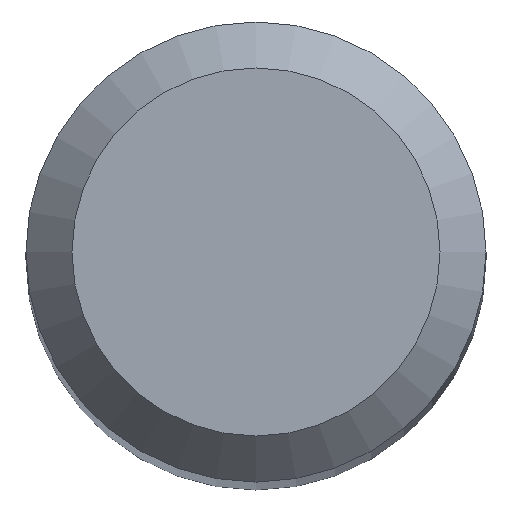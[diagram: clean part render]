
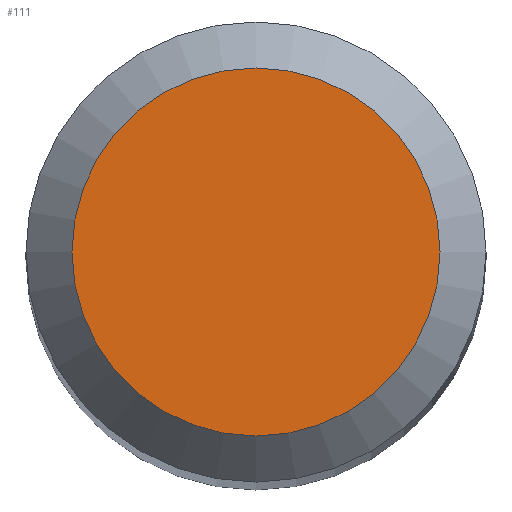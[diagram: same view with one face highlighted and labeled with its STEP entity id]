
A CAD part, top view. The second image highlights one B-rep face of the part: STEP entity #111.
In plain terms, the highlighted planar face has unit normal (0, 0, 1).
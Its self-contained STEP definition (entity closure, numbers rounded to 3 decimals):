
#35 = DIRECTION ( 'NONE',  ( 0., 0., -1. ) ) ;
#88 = EDGE_CURVE ( 'NONE', #101, #101, #116, .T. ) ;
#101 = VERTEX_POINT ( 'NONE', #138 ) ;
#102 = DIRECTION ( 'NONE',  ( 0., 1., 0. ) ) ;
#104 = DIRECTION ( 'NONE',  ( 0., 1., 0. ) ) ;
#111 = ADVANCED_FACE ( 'NONE', ( #183 ), #189, .F. ) ;
#116 = CIRCLE ( 'NONE', #121, 1.2 ) ;
#120 = DIRECTION ( 'NONE',  ( 0., 0., -1. ) ) ;
#121 = AXIS2_PLACEMENT_3D ( 'NONE', #169, #120, #102 ) ;
#138 = CARTESIAN_POINT ( 'NONE',  ( 0., 1.2, 38. ) ) ;
#149 = EDGE_LOOP ( 'NONE', ( #161 ) ) ;
#161 = ORIENTED_EDGE ( 'NONE', *, *, #88, .F. ) ;
#168 = CARTESIAN_POINT ( 'NONE',  ( 0., 0., 38. ) ) ;
#169 = CARTESIAN_POINT ( 'NONE',  ( 0., 0., 38. ) ) ;
#183 = FACE_OUTER_BOUND ( 'NONE', #149, .T. ) ;
#189 = PLANE ( 'NONE',  #196 ) ;
#196 = AXIS2_PLACEMENT_3D ( 'NONE', #168, #35, #104 ) ;
